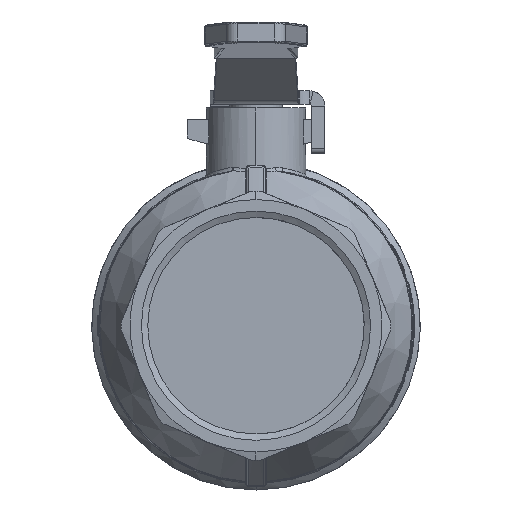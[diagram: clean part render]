
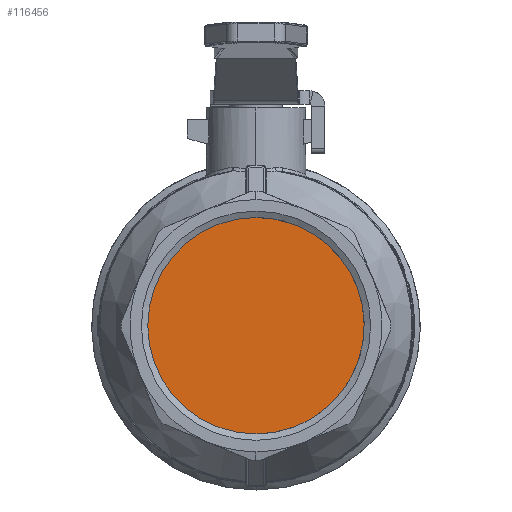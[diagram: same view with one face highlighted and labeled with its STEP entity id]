
A CAD part, left-side view. The second image highlights one B-rep face of the part: STEP entity #116456.
In plain terms, the highlighted planar face has unit normal (-1, 0, 0).
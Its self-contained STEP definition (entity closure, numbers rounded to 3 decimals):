
#9872=CARTESIAN_POINT('',(-35.,-0.,-28.328));
#9873=VERTEX_POINT('',#9872);
#9882=CARTESIAN_POINT('',(-35.,0.,0.));
#9883=DIRECTION('',(1.,0.,0.));
#9884=DIRECTION('',(0.,0.,-1.));
#9885=AXIS2_PLACEMENT_3D('',#9882,#9883,#9884);
#9886=CIRCLE('',#9885,28.328);
#9887=EDGE_CURVE('',#9873,#9873,#9886,.T.);
#116448=CARTESIAN_POINT('',(-35.,28.328,0.));
#116449=DIRECTION('',(1.,0.,0.));
#116450=DIRECTION('',(0.,1.,0.));
#116451=AXIS2_PLACEMENT_3D('',#116448,#116449,#116450);
#116452=PLANE('',#116451);
#116453=ORIENTED_EDGE('',*,*,#9887,.F.);
#116454=EDGE_LOOP('',(#116453));
#116455=FACE_BOUND('',#116454,.T.);
#116456=ADVANCED_FACE('',(#116455),#116452,.F.);
